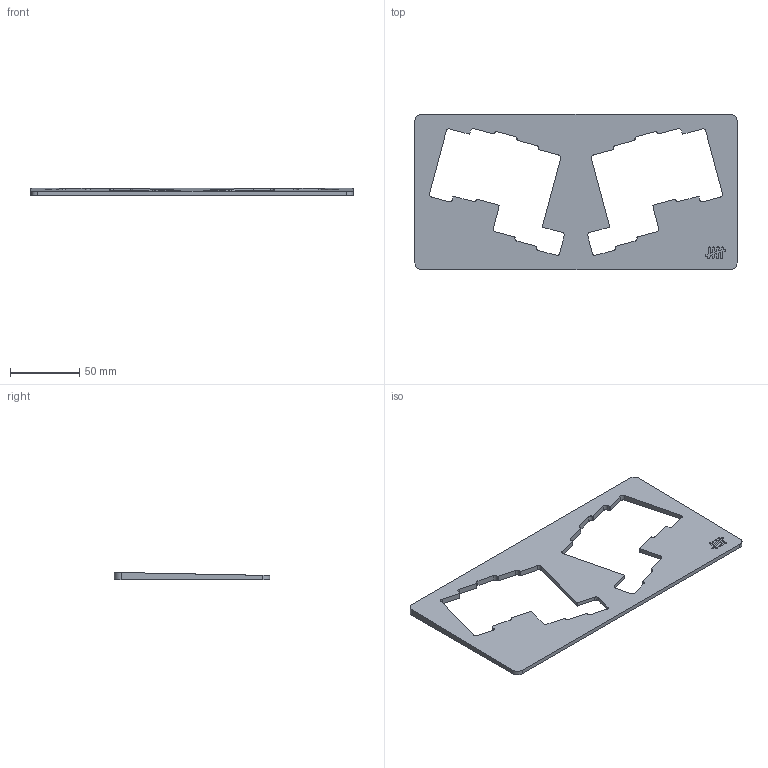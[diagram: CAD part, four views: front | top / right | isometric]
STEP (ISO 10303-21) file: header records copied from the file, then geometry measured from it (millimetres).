
FILE_DESCRIPTION(/* description */ ('STEP AP242','CAx-IF Rec.Pracs.---Representation and Presentation of Product Manufacturing Information (PMI)---4.0---2014-10-13','CAx-IF Rec.Pracs.---3D Tessellated Geometry---0.4---2014-09-14','2;1'),/* implementation_level */ '2;1');
FILE_NAME(/* name */ '680fe826a0b54b612b73e7fb',/* time_stamp */ '2025-04-28T20:42:15Z',/* author */ (''),/* organization */ (''),/* preprocessor_version */ 'ST-DEVELOPER v20',/* originating_system */ 'ONSHAPE BY PTC INC, 1.197',/* authorisation */ ' ');
FILE_SCHEMA (('AP242_MANAGED_MODEL_BASED_3D_ENGINEERING_MIM_LF { 1 0 10303 442 1 1 4 }'));
Length unit declared in the file: metre
Products named in the file (1): mikecinq case
Bounding box: 232.93 x 112.51 x 5.22 mm (x, y, z)
Volume: 47539.4 mm3; surface area: 38044.3 mm2
Topology: 1 solids, 1 shells, 228 faces, 675 edges, 450 vertices
Faces by surface type: cylinder 110, plane 99, cone 19
Full cylindrical faces by diameter (mm): 1.25 x19
Entity records: 7255 total; most frequent: DIRECTION 1279, CARTESIAN_POINT 1259, ORIENTED_EDGE 1198, EDGE_CURVE 599, AXIS2_PLACEMENT_3D 451, VERTEX_POINT 431, LINE 377, VECTOR 377
